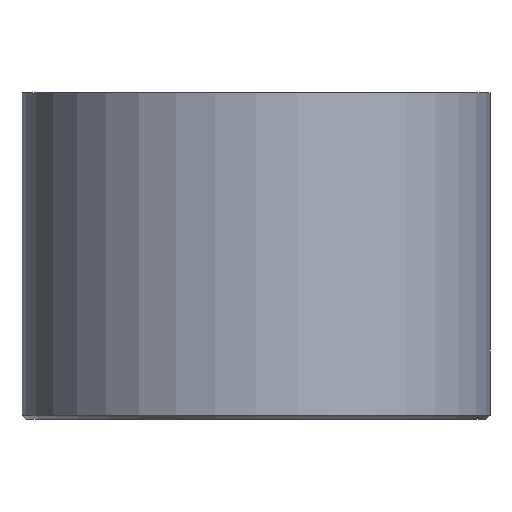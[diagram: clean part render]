
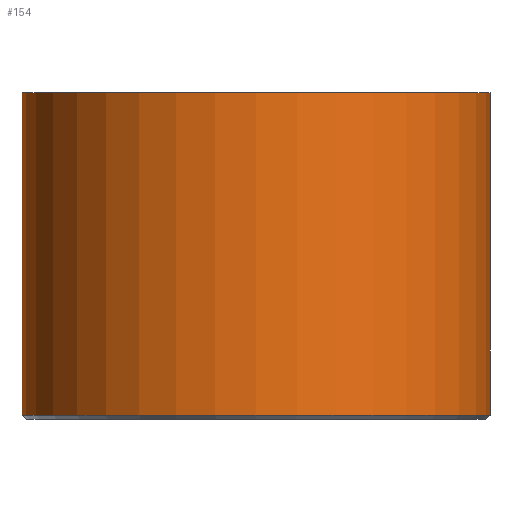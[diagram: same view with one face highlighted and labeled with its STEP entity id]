
A CAD part, front view. The second image highlights one B-rep face of the part: STEP entity #154.
In plain terms, the highlighted cylindrical face has radius 35.075 mm (diameter 70.15 mm), a full revolution.
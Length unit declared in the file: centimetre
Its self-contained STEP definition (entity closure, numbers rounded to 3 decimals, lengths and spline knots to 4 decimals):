
#106=CYLINDRICAL_SURFACE('',#161,3.5075);
#109=VERTEX_POINT('',#172);
#110=VERTEX_POINT('',#175);
#114=CIRCLE('',#160,3.5075);
#115=CIRCLE('',#162,3.5075);
#119=EDGE_CURVE('',#109,#109,#114,.T.);
#120=EDGE_CURVE('',#110,#110,#115,.T.);
#125=ORIENTED_EDGE('',*,*,#120,.F.);
#126=ORIENTED_EDGE('',*,*,#119,.F.);
#135=EDGE_LOOP('',(#125));
#136=EDGE_LOOP('',(#126));
#145=FACE_BOUND('',#135,.T.);
#146=FACE_BOUND('',#136,.T.);
#154=ADVANCED_FACE('',(#145,#146),#106,.T.);
#160=AXIS2_PLACEMENT_3D('',#171,#187,#188);
#161=AXIS2_PLACEMENT_3D('',#173,#189,#190);
#162=AXIS2_PLACEMENT_3D('',#174,#191,#192);
#171=CARTESIAN_POINT('',(0.,0.,-4.835));
#172=CARTESIAN_POINT('',(3.5075,0.,-4.835));
#173=CARTESIAN_POINT('',(0.,0.,0.));
#174=CARTESIAN_POINT('',(0.,0.,0.));
#175=CARTESIAN_POINT('',(3.5075,0.,0.));
#187=DIRECTION('',(0.,0.,-1.));
#188=DIRECTION('',(-3.508,0.,0.));
#189=DIRECTION('',(0.,0.,-1.));
#190=DIRECTION('',(3.508,0.,0.));
#191=DIRECTION('',(0.,0.,1.));
#192=DIRECTION('',(3.508,0.,0.));
